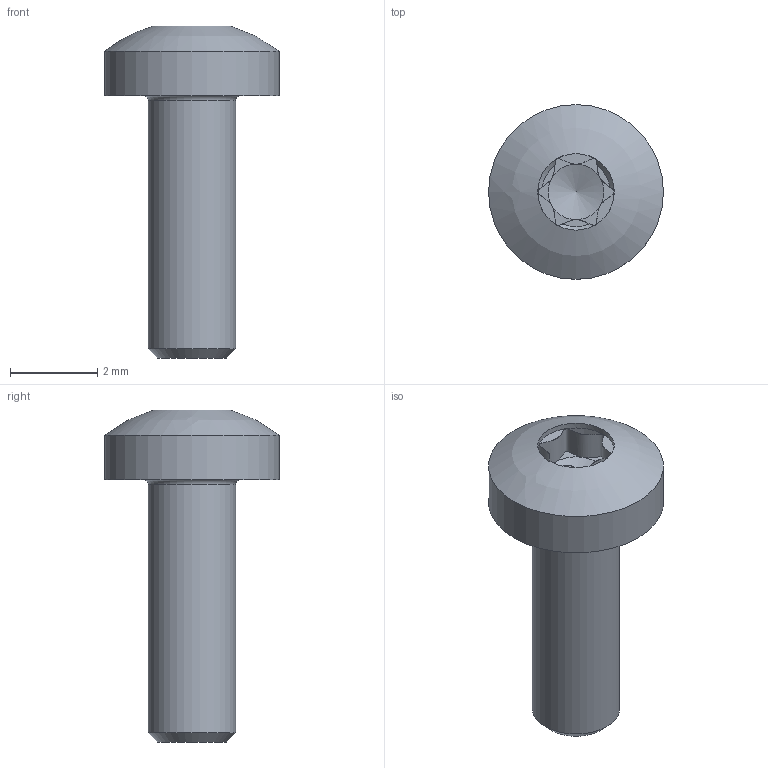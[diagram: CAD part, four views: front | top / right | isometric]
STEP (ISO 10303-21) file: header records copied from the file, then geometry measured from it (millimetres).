
FILE_DESCRIPTION(/* description */ ('STEP AP242','CAx-IF Rec.Pracs.---Representation and Presentation of Product Manufacturing Information (PMI)---4.0---2014-10-13','CAx-IF Rec.Pracs.---3D Tessellated Geometry---0.4---2014-09-14','2;1'),/* implementation_level */ '2;1');
FILE_NAME(/* name */ 'ASM, MAIN, JETSON TRAVEL CASE - Hexalobular socket pan head screw M2x0.40 x 6',/* time_stamp */ '2025-01-20T01:45:48Z',/* author */ (''),/* organization */ (''),/* preprocessor_version */ 'ST-DEVELOPER v20',/* originating_system */ 'ONSHAPE BY PTC INC, 1.192',/* authorisation */ ' ');
FILE_SCHEMA (('AP242_MANAGED_MODEL_BASED_3D_ENGINEERING_MIM_LF { 1 0 10303 442 1 1 4 }'));
Length unit declared in the file: metre
Products named in the file (1): Hexalobular socket pan head screw M2x0.40 x 6
Bounding box: 4 x 4 x 7.6 mm (x, y, z)
Volume: 34.3 mm3; surface area: 80.4 mm2
Topology: 1 solids, 1 shells, 22 faces, 43 edges, 23 vertices
Faces by surface type: plane 14, cylinder 3, cone 2, torus 1, sphere 1, bspline 1
Full cylindrical faces by diameter (mm): 1.75 x1, 2 x1, 4 x1
Entity records: 670 total; most frequent: CARTESIAN_POINT 271, DIRECTION 82, ORIENTED_EDGE 62, AXIS2_PLACEMENT_3D 41, EDGE_CURVE 31, FACE_BOUND 31, EDGE_LOOP 30, ADVANCED_FACE 22
